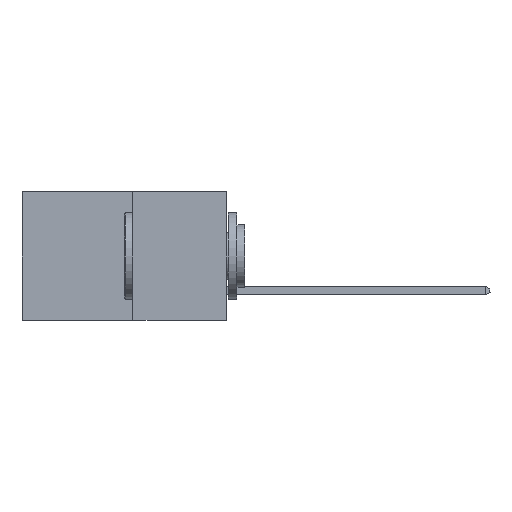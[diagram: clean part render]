
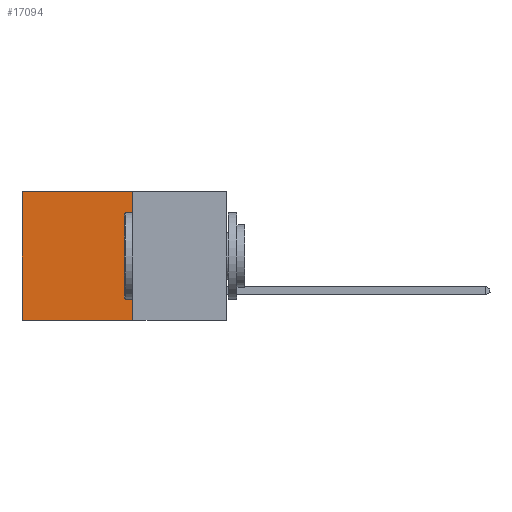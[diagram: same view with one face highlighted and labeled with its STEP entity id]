
A CAD part, left-side view. The second image highlights one B-rep face of the part: STEP entity #17094.
In plain terms, the highlighted planar face has unit normal (-1, 0, 0).
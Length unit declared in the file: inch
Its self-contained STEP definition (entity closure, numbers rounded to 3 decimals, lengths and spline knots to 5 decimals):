
#481 = VECTOR ( 'NONE', #9331, 39.37008 ) ;
#555 = CARTESIAN_POINT ( 'NONE',  ( 0.277, 0.59, -0.37 ) ) ;
#2480 = ORIENTED_EDGE ( 'NONE', *, *, #9302, .F. ) ;
#2910 = PLANE ( 'NONE',  #21340 ) ;
#3879 = VECTOR ( 'NONE', #13160, 39.37008 ) ;
#5009 = VECTOR ( 'NONE', #12150, 39.37008 ) ;
#5903 = ORIENTED_EDGE ( 'NONE', *, *, #20740, .T. ) ;
#6429 = CARTESIAN_POINT ( 'NONE',  ( 0.277, 0.27, -0.37 ) ) ;
#6639 = DIRECTION ( 'NONE',  ( 0., 0., -1. ) ) ;
#7034 = FACE_OUTER_BOUND ( 'NONE', #8020, .T. ) ;
#7574 = CARTESIAN_POINT ( 'NONE',  ( 0.277, 0.59, 0. ) ) ;
#8020 = EDGE_LOOP ( 'NONE', ( #21500, #10478, #2480, #5903 ) ) ;
#9302 = EDGE_CURVE ( 'NONE', #12392, #18288, #19354, .T. ) ;
#9331 = DIRECTION ( 'NONE',  ( 0., 0., -1. ) ) ;
#9388 = CARTESIAN_POINT ( 'NONE',  ( 0.277, 0.27, -0.37 ) ) ;
#10176 = CARTESIAN_POINT ( 'NONE',  ( 0.277, 0.27, -0.37 ) ) ;
#10478 = ORIENTED_EDGE ( 'NONE', *, *, #17407, .F. ) ;
#11340 = CARTESIAN_POINT ( 'NONE',  ( 0.277, 0.27, 0. ) ) ;
#12012 = VECTOR ( 'NONE', #17316, 39.37008 ) ;
#12150 = DIRECTION ( 'NONE',  ( 0., 1., 0. ) ) ;
#12392 = VERTEX_POINT ( 'NONE', #11340 ) ;
#13160 = DIRECTION ( 'NONE',  ( 0., 0., -1. ) ) ;
#15729 = CARTESIAN_POINT ( 'NONE',  ( 0.277, 0.59, -0.37 ) ) ;
#16547 = LINE ( 'NONE', #20705, #12012 ) ;
#17045 = DIRECTION ( 'NONE',  ( 1., 0., 0. ) ) ;
#17094 = ADVANCED_FACE ( 'NONE', ( #7034 ), #2910, .F. ) ;
#17316 = DIRECTION ( 'NONE',  ( 0., 1., 0. ) ) ;
#17407 = EDGE_CURVE ( 'NONE', #18288, #18510, #18971, .T. ) ;
#18288 = VERTEX_POINT ( 'NONE', #6429 ) ;
#18510 = VERTEX_POINT ( 'NONE', #15729 ) ;
#18971 = LINE ( 'NONE', #21186, #5009 ) ;
#19354 = LINE ( 'NONE', #9388, #481 ) ;
#20705 = CARTESIAN_POINT ( 'NONE',  ( 0.277, 0.27, 0. ) ) ;
#20740 = EDGE_CURVE ( 'NONE', #12392, #22306, #16547, .T. ) ;
#21186 = CARTESIAN_POINT ( 'NONE',  ( 0.277, 0.27, -0.37 ) ) ;
#21340 = AXIS2_PLACEMENT_3D ( 'NONE', #10176, #17045, #6639 ) ;
#21500 = ORIENTED_EDGE ( 'NONE', *, *, #21732, .T. ) ;
#21732 = EDGE_CURVE ( 'NONE', #22306, #18510, #21882, .T. ) ;
#21882 = LINE ( 'NONE', #555, #3879 ) ;
#22306 = VERTEX_POINT ( 'NONE', #7574 ) ;
